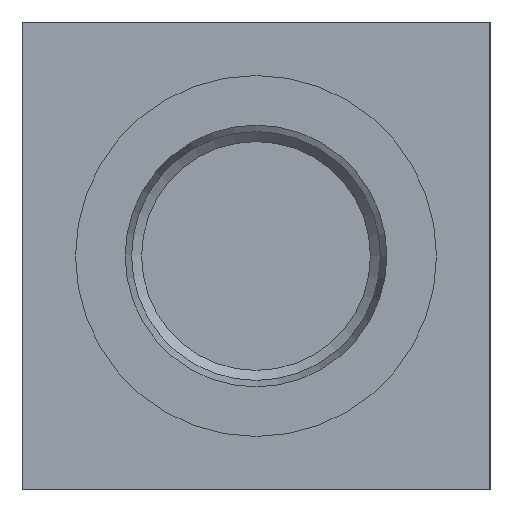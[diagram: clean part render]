
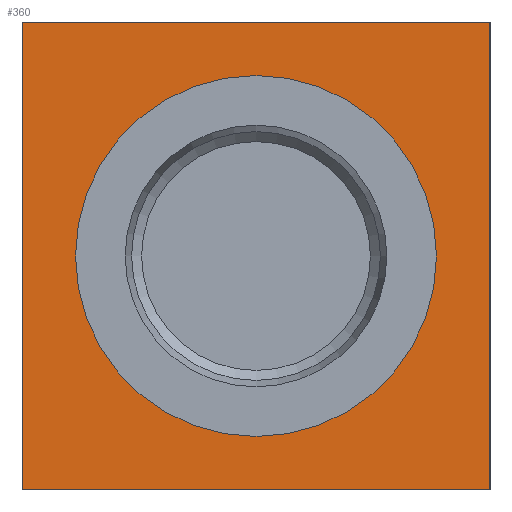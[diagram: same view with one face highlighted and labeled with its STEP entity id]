
A CAD part, left-side view. The second image highlights one B-rep face of the part: STEP entity #360.
In plain terms, the highlighted planar face has unit normal (-1, 0, 0).
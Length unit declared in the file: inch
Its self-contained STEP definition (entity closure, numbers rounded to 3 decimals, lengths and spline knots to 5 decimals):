
#360 = ADVANCED_FACE( '', ( #816, #817 ), #818, .F. );
#816 = FACE_BOUND( '', #1357, .T. );
#817 = FACE_OUTER_BOUND( '', #1358, .T. );
#818 = PLANE( '', #1359 );
#1357 = EDGE_LOOP( '', ( #2395 ) );
#1358 = EDGE_LOOP( '', ( #2396, #2397, #2398, #2399 ) );
#1359 = AXIS2_PLACEMENT_3D( '', #2400, #2401, #2402 );
#2395 = ORIENTED_EDGE( '', *, *, #3353, .T. );
#2396 = ORIENTED_EDGE( '', *, *, #3323, .F. );
#2397 = ORIENTED_EDGE( '', *, *, #3084, .F. );
#2398 = ORIENTED_EDGE( '', *, *, #3210, .F. );
#2399 = ORIENTED_EDGE( '', *, *, #3354, .F. );
#2400 = CARTESIAN_POINT( '', ( 0., 0., 0. ) );
#2401 = DIRECTION( '', ( 1., 0., 0. ) );
#2402 = DIRECTION( '', ( 0., 0., -1. ) );
#3084 = EDGE_CURVE( '', #3703, #3704, #3705, .T. );
#3210 = EDGE_CURVE( '', #3907, #3703, #3908, .T. );
#3323 = EDGE_CURVE( '', #3704, #4077, #4078, .T. );
#3353 = EDGE_CURVE( '', #4114, #4114, #4115, .T. );
#3354 = EDGE_CURVE( '', #4077, #3907, #4116, .T. );
#3703 = VERTEX_POINT( '', #4540 );
#3704 = VERTEX_POINT( '', #4541 );
#3705 = LINE( '', #4542, #4543 );
#3907 = VERTEX_POINT( '', #4815 );
#3908 = LINE( '', #4816, #4817 );
#4077 = VERTEX_POINT( '', #5051 );
#4078 = LINE( '', #5052, #5053 );
#4114 = VERTEX_POINT( '', #5103 );
#4115 = CIRCLE( '', #5104, 0.964 );
#4116 = LINE( '', #5105, #5106 );
#4540 = CARTESIAN_POINT( '', ( 0., 0., 0. ) );
#4541 = CARTESIAN_POINT( '', ( 0., 2.5, 0. ) );
#4542 = CARTESIAN_POINT( '', ( 0., 0., 0. ) );
#4543 = VECTOR( '', #5454, 39.37008 );
#4815 = CARTESIAN_POINT( '', ( 0., 0., 2.5 ) );
#4816 = CARTESIAN_POINT( '', ( 0., 0., 2.5 ) );
#4817 = VECTOR( '', #5609, 39.37008 );
#5051 = CARTESIAN_POINT( '', ( 0., 2.5, 2.5 ) );
#5052 = CARTESIAN_POINT( '', ( 0., 2.5, 0. ) );
#5053 = VECTOR( '', #5765, 39.37008 );
#5103 = CARTESIAN_POINT( '', ( 0., 1.25, 0.286 ) );
#5104 = AXIS2_PLACEMENT_3D( '', #5789, #5790, #5791 );
#5105 = CARTESIAN_POINT( '', ( 0., 2.5, 2.5 ) );
#5106 = VECTOR( '', #5792, 39.37008 );
#5454 = DIRECTION( '', ( 0., 1., 0. ) );
#5609 = DIRECTION( '', ( 0., 0., -1. ) );
#5765 = DIRECTION( '', ( 0., 0., 1. ) );
#5789 = CARTESIAN_POINT( '', ( 0., 1.25, 1.25 ) );
#5790 = DIRECTION( '', ( 1., 0., 0. ) );
#5791 = DIRECTION( '', ( 0., 0., -1. ) );
#5792 = DIRECTION( '', ( 0., -1., 0. ) );
